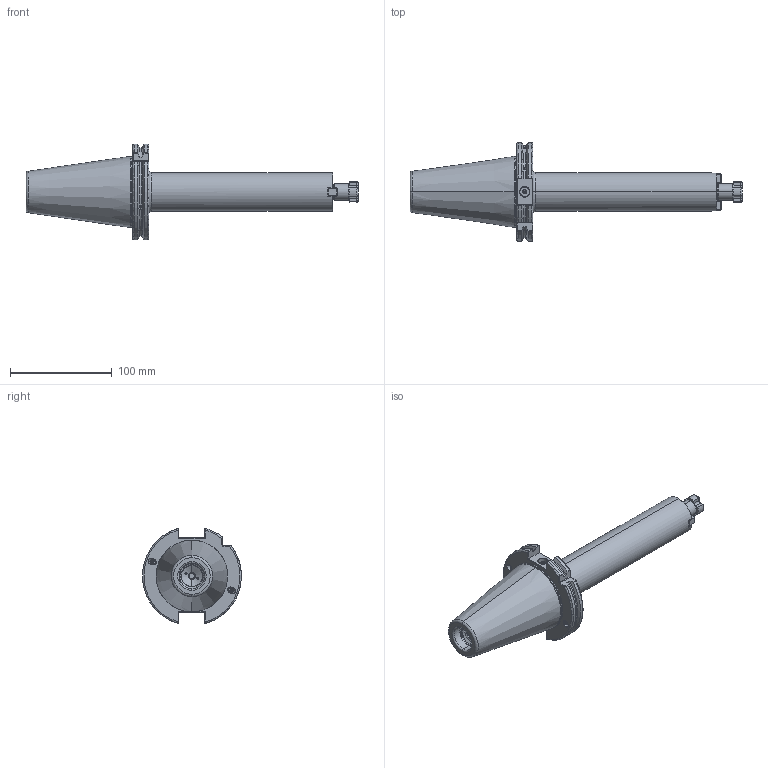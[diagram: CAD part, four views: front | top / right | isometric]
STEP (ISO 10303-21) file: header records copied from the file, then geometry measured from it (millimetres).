
FILE_DESCRIPTION (( 'STEP AP203' ), '1' );
FILE_NAME ('503.11.16.3.STEP', '2016-07-23T02:20:07', ( '' ), ( '' ), 'SwSTEP 2.0', 'SolidWorks 2012', '' );
FILE_SCHEMA (( 'CONFIG_CONTROL_DESIGN' ));
Length unit declared in the file: millimetre
Products named in the file (5): 面銑刀墊塊16; 503.11.16.3; 102.11.16_M3xP0.5-12L; 十字螺絲FMB16
Assembly tree (6 placements, depth 2):
  503.11.16.3
    503.11.16.3
    十字螺絲FMB16
    面銑刀墊塊16  x2
    102.11.16_M3xP0.5-12L  x2
Bounding box: 326.75 x 97.32 x 93.81 mm (x, y, z)
Volume: 472008.8 mm3; surface area: 85051.5 mm2
Topology: 6 solids, 6 shells, 682 faces, 1825 edges, 1144 vertices
Faces by surface type: cylinder 342, plane 167, cone 70, torus 63, bspline 40
Entity records: 39914 total; most frequent: CARTESIAN_POINT 26719, ORIENTED_EDGE 3046, DIRECTION 2253, EDGE_CURVE 1523, VERTEX_POINT 968, AXIS2_PLACEMENT_3D 851, EDGE_LOOP 589, ADVANCED_FACE 568
